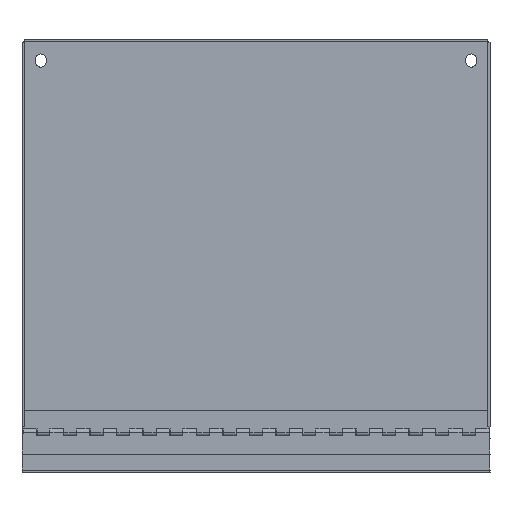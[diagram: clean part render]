
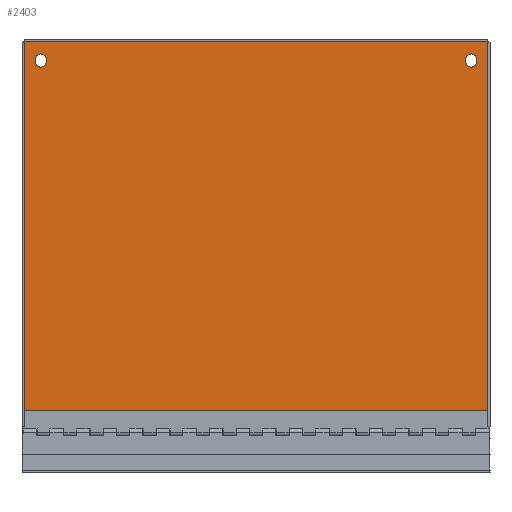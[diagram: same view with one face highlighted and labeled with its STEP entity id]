
A CAD part, left-side view. The second image highlights one B-rep face of the part: STEP entity #2403.
In plain terms, the highlighted face is planar.
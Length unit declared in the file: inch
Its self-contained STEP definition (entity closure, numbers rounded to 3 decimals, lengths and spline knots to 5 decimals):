
#69 = DIRECTION ( 'NONE',  ( -1., 0., 0. ) ) ;
#125 = EDGE_CURVE ( 'NONE', #9216, #8105, #9362, .T. ) ;
#185 = DIRECTION ( 'NONE',  ( 1., 0., 0. ) ) ;
#264 = LINE ( 'NONE', #1812, #4186 ) ;
#545 = CARTESIAN_POINT ( 'NONE',  ( 17.1425, 1.135, 0.1046 ) ) ;
#552 = EDGE_LOOP ( 'NONE', ( #4432, #4726, #2123, #4638, #7650 ) ) ;
#586 = CARTESIAN_POINT ( 'NONE',  ( 18.08, 21.8925, 0.1046 ) ) ;
#791 = AXIS2_PLACEMENT_3D ( 'NONE', #2621, #8068, #3416 ) ;
#806 = FACE_BOUND ( 'NONE', #552, .T. ) ;
#823 = CARTESIAN_POINT ( 'NONE',  ( 17.1425, 21.115, 0.1046 ) ) ;
#848 = CARTESIAN_POINT ( 'NONE',  ( 0., 21.8925, 0.1046 ) ) ;
#856 = ORIENTED_EDGE ( 'NONE', *, *, #1135, .T. ) ;
#958 = CIRCLE ( 'NONE', #2179, 0.25 ) ;
#1018 = LINE ( 'NONE', #7794, #2847 ) ;
#1078 = FACE_BOUND ( 'NONE', #3473, .T. ) ;
#1093 = LINE ( 'NONE', #4784, #1343 ) ;
#1135 = EDGE_CURVE ( 'NONE', #7674, #6092, #5629, .T. ) ;
#1343 = VECTOR ( 'NONE', #69, 39.37008 ) ;
#1344 = CARTESIAN_POINT ( 'NONE',  ( 17.2675, 21.115, 0.1046 ) ) ;
#1350 = VERTEX_POINT ( 'NONE', #10141 ) ;
#1378 = CARTESIAN_POINT ( 'NONE',  ( 0., 0.1075, 0.1046 ) ) ;
#1428 = DIRECTION ( 'NONE',  ( -1., 0., 0. ) ) ;
#1489 = AXIS2_PLACEMENT_3D ( 'NONE', #1344, #6766, #2117 ) ;
#1627 = ORIENTED_EDGE ( 'NONE', *, *, #4609, .T. ) ;
#1630 = DIRECTION ( 'NONE',  ( -1., 0., 0. ) ) ;
#1641 = EDGE_CURVE ( 'NONE', #4473, #6788, #9028, .T. ) ;
#1670 = LINE ( 'NONE', #8914, #3504 ) ;
#1720 = ORIENTED_EDGE ( 'NONE', *, *, #1757, .T. ) ;
#1757 = EDGE_CURVE ( 'NONE', #1350, #7674, #5983, .T. ) ;
#1812 = CARTESIAN_POINT ( 'NONE',  ( 0., 21.365, 0.1046 ) ) ;
#1850 = AXIS2_PLACEMENT_3D ( 'NONE', #823, #6286, #1630 ) ;
#1916 = CARTESIAN_POINT ( 'NONE',  ( 0., 22., 0.1046 ) ) ;
#2117 = DIRECTION ( 'NONE',  ( -1., 0., 0. ) ) ;
#2123 = ORIENTED_EDGE ( 'NONE', *, *, #125, .T. ) ;
#2146 = EDGE_CURVE ( 'NONE', #7665, #9216, #958, .T. ) ;
#2179 = AXIS2_PLACEMENT_3D ( 'NONE', #3893, #9352, #4684 ) ;
#2185 = ORIENTED_EDGE ( 'NONE', *, *, #3466, .T. ) ;
#2403 = ADVANCED_FACE ( 'NONE', ( #806, #1078, #6794 ), #8896, .F. ) ;
#2532 = CARTESIAN_POINT ( 'NONE',  ( 18.08, 0.1075, 0.1046 ) ) ;
#2586 = CARTESIAN_POINT ( 'NONE',  ( 17.1425, 21.115, 0.1046 ) ) ;
#2621 = CARTESIAN_POINT ( 'NONE',  ( 17.1425, 0.885, 0.1046 ) ) ;
#2703 = DIRECTION ( 'NONE',  ( -1., 0., 0. ) ) ;
#2771 = DIRECTION ( 'NONE',  ( -1., 0., 0. ) ) ;
#2797 = VECTOR ( 'NONE', #8467, 39.37008 ) ;
#2847 = VECTOR ( 'NONE', #3122, 39.37008 ) ;
#2982 = CARTESIAN_POINT ( 'NONE',  ( 0., 20.865, 0.1046 ) ) ;
#3122 = DIRECTION ( 'NONE',  ( 0., -1., 0. ) ) ;
#3271 = LINE ( 'NONE', #2982, #5104 ) ;
#3371 = DIRECTION ( 'NONE',  ( -1., 0., 0. ) ) ;
#3416 = DIRECTION ( 'NONE',  ( -1., 0., 0. ) ) ;
#3427 = DIRECTION ( 'NONE',  ( 1., 0., 0. ) ) ;
#3454 = AXIS2_PLACEMENT_3D ( 'NONE', #4191, #9669, #5002 ) ;
#3463 = VERTEX_POINT ( 'NONE', #6866 ) ;
#3466 = EDGE_CURVE ( 'NONE', #6952, #1350, #3271, .T. ) ;
#3473 = EDGE_LOOP ( 'NONE', ( #8517, #8716, #2185, #1720, #856 ) ) ;
#3504 = VECTOR ( 'NONE', #4236, 39.37008 ) ;
#3735 = CIRCLE ( 'NONE', #1489, 0.25 ) ;
#3788 = CARTESIAN_POINT ( 'NONE',  ( 17.1425, 21.365, 0.1046 ) ) ;
#3838 = EDGE_CURVE ( 'NONE', #6613, #7665, #1670, .T. ) ;
#3893 = CARTESIAN_POINT ( 'NONE',  ( 17.2675, 0.885, 0.1046 ) ) ;
#4186 = VECTOR ( 'NONE', #3427, 39.37008 ) ;
#4191 = CARTESIAN_POINT ( 'NONE',  ( 17.1425, 0.885, 0.1046 ) ) ;
#4236 = DIRECTION ( 'NONE',  ( 1., 0., 0. ) ) ;
#4432 = ORIENTED_EDGE ( 'NONE', *, *, #3838, .T. ) ;
#4473 = VERTEX_POINT ( 'NONE', #586 ) ;
#4519 = ORIENTED_EDGE ( 'NONE', *, *, #6294, .F. ) ;
#4609 = EDGE_CURVE ( 'NONE', #7891, #6041, #1018, .T. ) ;
#4638 = ORIENTED_EDGE ( 'NONE', *, *, #8544, .T. ) ;
#4684 = DIRECTION ( 'NONE',  ( -1., 0., 0. ) ) ;
#4726 = ORIENTED_EDGE ( 'NONE', *, *, #2146, .T. ) ;
#4784 = CARTESIAN_POINT ( 'NONE',  ( 18.08, 0.1075, 0.1046 ) ) ;
#5002 = DIRECTION ( 'NONE',  ( -1., 0., 0. ) ) ;
#5102 = CARTESIAN_POINT ( 'NONE',  ( 18.08, 21.8925, 0.1046 ) ) ;
#5104 = VECTOR ( 'NONE', #1428, 39.37008 ) ;
#5196 = LINE ( 'NONE', #9558, #9085 ) ;
#5200 = EDGE_CURVE ( 'NONE', #8677, #6613, #5668, .T. ) ;
#5218 = CARTESIAN_POINT ( 'NONE',  ( 17.2675, 1.135, 0.1046 ) ) ;
#5629 = CIRCLE ( 'NONE', #6081, 0.25 ) ;
#5668 = CIRCLE ( 'NONE', #791, 0.25 ) ;
#5686 = EDGE_CURVE ( 'NONE', #3463, #6952, #3735, .T. ) ;
#5906 = CARTESIAN_POINT ( 'NONE',  ( 17.2675, 0.635, 0.1046 ) ) ;
#5983 = CIRCLE ( 'NONE', #1850, 0.25 ) ;
#6041 = VERTEX_POINT ( 'NONE', #1378 ) ;
#6081 = AXIS2_PLACEMENT_3D ( 'NONE', #2586, #8024, #3371 ) ;
#6092 = VERTEX_POINT ( 'NONE', #3788 ) ;
#6286 = DIRECTION ( 'NONE',  ( 0., 0., -1. ) ) ;
#6294 = EDGE_CURVE ( 'NONE', #7891, #4473, #5196, .T. ) ;
#6613 = VERTEX_POINT ( 'NONE', #545 ) ;
#6642 = CARTESIAN_POINT ( 'NONE',  ( 0., 0.635, 0.1046 ) ) ;
#6719 = CARTESIAN_POINT ( 'NONE',  ( 17.1425, 0.635, 0.1046 ) ) ;
#6766 = DIRECTION ( 'NONE',  ( 0., 0., -1. ) ) ;
#6788 = VERTEX_POINT ( 'NONE', #2532 ) ;
#6794 = FACE_OUTER_BOUND ( 'NONE', #9004, .T. ) ;
#6851 = EDGE_CURVE ( 'NONE', #6092, #3463, #264, .T. ) ;
#6866 = CARTESIAN_POINT ( 'NONE',  ( 17.2675, 21.365, 0.1046 ) ) ;
#6952 = VERTEX_POINT ( 'NONE', #7356 ) ;
#7277 = VECTOR ( 'NONE', #2771, 39.37008 ) ;
#7356 = CARTESIAN_POINT ( 'NONE',  ( 17.2675, 20.865, 0.1046 ) ) ;
#7360 = DIRECTION ( 'NONE',  ( 0., 0., -1. ) ) ;
#7650 = ORIENTED_EDGE ( 'NONE', *, *, #5200, .T. ) ;
#7665 = VERTEX_POINT ( 'NONE', #5218 ) ;
#7674 = VERTEX_POINT ( 'NONE', #8358 ) ;
#7721 = AXIS2_PLACEMENT_3D ( 'NONE', #1916, #7360, #2703 ) ;
#7794 = CARTESIAN_POINT ( 'NONE',  ( 0., 22., 0.1046 ) ) ;
#7891 = VERTEX_POINT ( 'NONE', #848 ) ;
#8024 = DIRECTION ( 'NONE',  ( 0., 0., -1. ) ) ;
#8068 = DIRECTION ( 'NONE',  ( 0., 0., -1. ) ) ;
#8105 = VERTEX_POINT ( 'NONE', #6719 ) ;
#8358 = CARTESIAN_POINT ( 'NONE',  ( 16.8925, 21.115, 0.1046 ) ) ;
#8467 = DIRECTION ( 'NONE',  ( 0., -1., 0. ) ) ;
#8517 = ORIENTED_EDGE ( 'NONE', *, *, #6851, .T. ) ;
#8544 = EDGE_CURVE ( 'NONE', #8105, #8677, #10137, .T. ) ;
#8677 = VERTEX_POINT ( 'NONE', #9806 ) ;
#8716 = ORIENTED_EDGE ( 'NONE', *, *, #5686, .T. ) ;
#8896 = PLANE ( 'NONE',  #7721 ) ;
#8914 = CARTESIAN_POINT ( 'NONE',  ( 0., 1.135, 0.1046 ) ) ;
#9004 = EDGE_LOOP ( 'NONE', ( #9654, #9972, #4519, #1627 ) ) ;
#9028 = LINE ( 'NONE', #5102, #2797 ) ;
#9085 = VECTOR ( 'NONE', #185, 39.37008 ) ;
#9216 = VERTEX_POINT ( 'NONE', #5906 ) ;
#9352 = DIRECTION ( 'NONE',  ( 0., 0., -1. ) ) ;
#9362 = LINE ( 'NONE', #6642, #7277 ) ;
#9532 = EDGE_CURVE ( 'NONE', #6788, #6041, #1093, .T. ) ;
#9558 = CARTESIAN_POINT ( 'NONE',  ( 0., 21.8925, 0.1046 ) ) ;
#9654 = ORIENTED_EDGE ( 'NONE', *, *, #9532, .F. ) ;
#9669 = DIRECTION ( 'NONE',  ( 0., 0., -1. ) ) ;
#9806 = CARTESIAN_POINT ( 'NONE',  ( 16.8925, 0.885, 0.1046 ) ) ;
#9972 = ORIENTED_EDGE ( 'NONE', *, *, #1641, .F. ) ;
#10137 = CIRCLE ( 'NONE', #3454, 0.25 ) ;
#10141 = CARTESIAN_POINT ( 'NONE',  ( 17.1425, 20.865, 0.1046 ) ) ;
